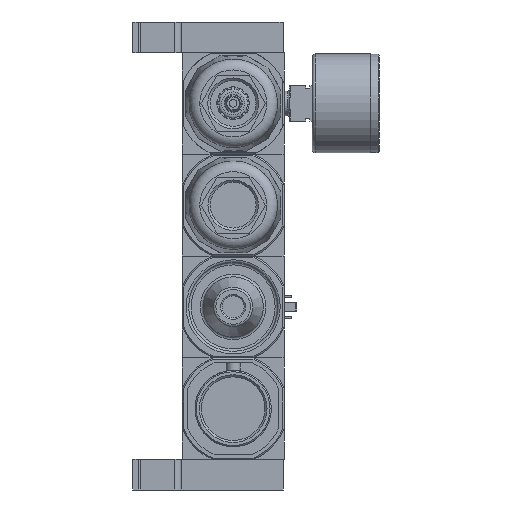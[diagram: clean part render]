
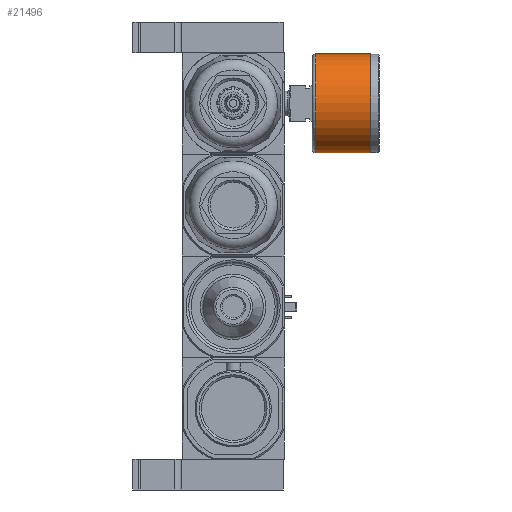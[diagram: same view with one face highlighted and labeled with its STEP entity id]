
A CAD part, front view. The second image highlights one B-rep face of the part: STEP entity #21496.
In plain terms, the highlighted cylindrical face has radius 19.5 mm (diameter 39 mm), a full revolution.
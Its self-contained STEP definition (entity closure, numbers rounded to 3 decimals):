
#843=CYLINDRICAL_SURFACE('',#30238,19.5);
#1668=CIRCLE('',#30237,19.5);
#1669=CIRCLE('',#30239,19.5);
#4702=ORIENTED_EDGE('',*,*,#9791,.F.);
#4703=ORIENTED_EDGE('',*,*,#9792,.T.);
#9791=EDGE_CURVE('',#12557,#12557,#1668,.T.);
#9792=EDGE_CURVE('',#12558,#12558,#1669,.T.);
#12557=VERTEX_POINT('',#41352);
#12558=VERTEX_POINT('',#41355);
#17524=EDGE_LOOP('',(#4702));
#17525=EDGE_LOOP('',(#4703));
#19235=FACE_BOUND('',#17524,.T.);
#19236=FACE_BOUND('',#17525,.T.);
#21496=ADVANCED_FACE('',(#19235,#19236),#843,.T.);
#30237=AXIS2_PLACEMENT_3D('',#41351,#34275,#34276);
#30238=AXIS2_PLACEMENT_3D('',#41353,#34277,#34278);
#30239=AXIS2_PLACEMENT_3D('',#41354,#34279,#34280);
#34275=DIRECTION('',(1.,0.,0.));
#34276=DIRECTION('',(0.,0.,-1.));
#34277=DIRECTION('',(1.,0.,0.));
#34278=DIRECTION('',(0.,0.,-1.));
#34279=DIRECTION('',(1.,0.,0.));
#34280=DIRECTION('',(0.,0.,-1.));
#41351=CARTESIAN_POINT('',(-3.2,0.,0.));
#41352=CARTESIAN_POINT('',(-3.2,0.,-19.5));
#41353=CARTESIAN_POINT('',(0.,0.,0.));
#41354=CARTESIAN_POINT('',(-24.85,0.,0.));
#41355=CARTESIAN_POINT('',(-24.85,0.,-19.5));
